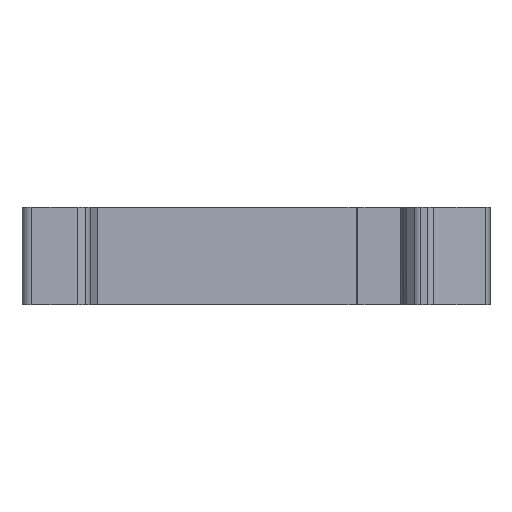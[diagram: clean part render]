
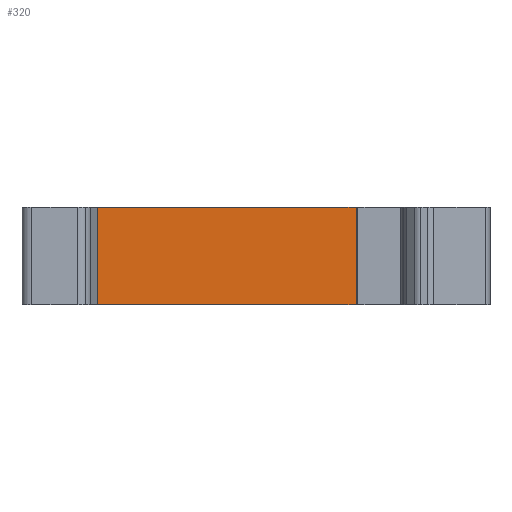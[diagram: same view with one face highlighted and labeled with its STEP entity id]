
A CAD part, front view. The second image highlights one B-rep face of the part: STEP entity #320.
In plain terms, the highlighted planar face has unit normal (0, -1, 0).
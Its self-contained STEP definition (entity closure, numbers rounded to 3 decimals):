
#320=ADVANCED_FACE('',(#623),#450,.T.);
#450=PLANE('',#3930);
#623=FACE_OUTER_BOUND('',#807,.T.);
#807=EDGE_LOOP('',(#1849,#1850,#1851,#1852));
#1849=ORIENTED_EDGE('',*,*,#2725,.F.);
#1850=ORIENTED_EDGE('',*,*,#2788,.T.);
#1851=ORIENTED_EDGE('',*,*,#2738,.T.);
#1852=ORIENTED_EDGE('',*,*,#2698,.F.);
#2255=VERTEX_POINT('',#5666);
#2256=VERTEX_POINT('',#5668);
#2278=VERTEX_POINT('',#5718);
#2286=VERTEX_POINT('',#5744);
#2698=EDGE_CURVE('',#2255,#2256,#3123,.T.);
#2725=EDGE_CURVE('',#2278,#2255,#3140,.T.);
#2738=EDGE_CURVE('',#2286,#2256,#3152,.T.);
#2788=EDGE_CURVE('',#2278,#2286,#3190,.T.);
#3123=LINE('',#5667,#3516);
#3140=LINE('',#5717,#3533);
#3152=LINE('',#5743,#3545);
#3190=LINE('',#5838,#3583);
#3516=VECTOR('',#4606,1.);
#3533=VECTOR('',#4645,1.);
#3545=VECTOR('',#4669,1.);
#3583=VECTOR('',#4761,1.);
#3930=AXIS2_PLACEMENT_3D('',#5937,#4855,#4856);
#4606=DIRECTION('',(-1.,0.,0.));
#4645=DIRECTION('',(0.,0.,-1.));
#4669=DIRECTION('',(0.,0.,-1.));
#4761=DIRECTION('',(-1.,0.,0.));
#4855=DIRECTION('',(0.,-1.,0.));
#4856=DIRECTION('',(0.,0.,1.));
#5666=CARTESIAN_POINT('',(82.778,-1.598,-2.));
#5667=CARTESIAN_POINT('',(82.778,-1.598,-2.));
#5668=CARTESIAN_POINT('',(53.028,-1.598,-2.));
#5717=CARTESIAN_POINT('',(82.778,-1.598,8.2));
#5718=CARTESIAN_POINT('',(82.778,-1.598,8.2));
#5743=CARTESIAN_POINT('',(53.028,-1.598,8.2));
#5744=CARTESIAN_POINT('',(53.028,-1.598,8.2));
#5838=CARTESIAN_POINT('',(53.128,-1.598,8.2));
#5937=CARTESIAN_POINT('',(53.028,-1.598,0.));
